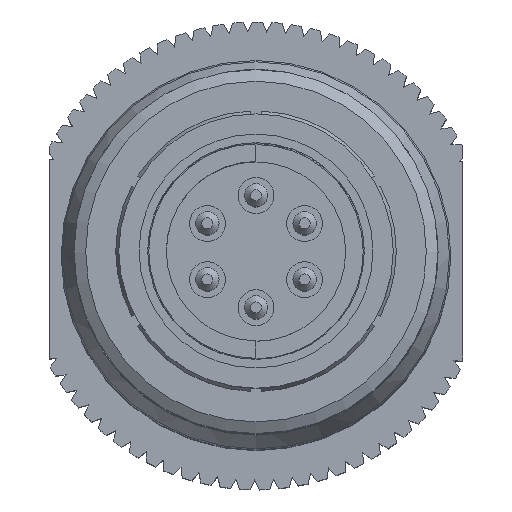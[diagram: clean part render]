
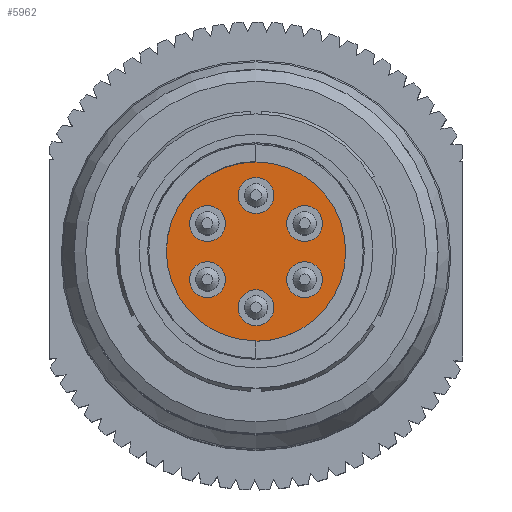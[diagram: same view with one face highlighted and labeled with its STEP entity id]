
A CAD part, top view. The second image highlights one B-rep face of the part: STEP entity #5962.
In plain terms, the highlighted planar face has unit normal (0, 0, 1).
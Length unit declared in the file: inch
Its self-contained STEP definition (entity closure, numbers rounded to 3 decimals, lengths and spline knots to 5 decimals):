
#1325=PLANE('',#6461);
#1446=FACE_BOUND('',#2092,.T.);
#1447=FACE_BOUND('',#2093,.T.);
#1448=FACE_BOUND('',#2094,.T.);
#1449=FACE_BOUND('',#2095,.T.);
#1450=FACE_BOUND('',#2096,.T.);
#1451=FACE_BOUND('',#2097,.T.);
#1717=FACE_OUTER_BOUND('',#2091,.T.);
#2091=EDGE_LOOP('',(#4966,#4967));
#2092=EDGE_LOOP('',(#4968));
#2093=EDGE_LOOP('',(#4969));
#2094=EDGE_LOOP('',(#4970));
#2095=EDGE_LOOP('',(#4971));
#2096=EDGE_LOOP('',(#4972));
#2097=EDGE_LOOP('',(#4973));
#2379=CIRCLE('',#6429,0.023);
#2381=CIRCLE('',#6433,0.023);
#2383=CIRCLE('',#6437,0.023);
#2385=CIRCLE('',#6441,0.023);
#2387=CIRCLE('',#6445,0.023);
#2389=CIRCLE('',#6449,0.023);
#2390=CIRCLE('',#6452,0.115);
#2393=CIRCLE('',#6459,0.115);
#2869=VERTEX_POINT('',#9567);
#2871=VERTEX_POINT('',#9573);
#2873=VERTEX_POINT('',#9579);
#2875=VERTEX_POINT('',#9585);
#2877=VERTEX_POINT('',#9591);
#2879=VERTEX_POINT('',#9597);
#2880=VERTEX_POINT('',#9601);
#2881=VERTEX_POINT('',#9602);
#3591=EDGE_CURVE('',#2869,#2869,#2379,.T.);
#3593=EDGE_CURVE('',#2871,#2871,#2381,.T.);
#3595=EDGE_CURVE('',#2873,#2873,#2383,.T.);
#3597=EDGE_CURVE('',#2875,#2875,#2385,.T.);
#3599=EDGE_CURVE('',#2877,#2877,#2387,.T.);
#3601=EDGE_CURVE('',#2879,#2879,#2389,.T.);
#3602=EDGE_CURVE('',#2880,#2881,#2390,.T.);
#3615=EDGE_CURVE('',#2881,#2880,#2393,.T.);
#4966=ORIENTED_EDGE('',*,*,#3602,.F.);
#4967=ORIENTED_EDGE('',*,*,#3615,.F.);
#4968=ORIENTED_EDGE('',*,*,#3591,.T.);
#4969=ORIENTED_EDGE('',*,*,#3593,.T.);
#4970=ORIENTED_EDGE('',*,*,#3595,.T.);
#4971=ORIENTED_EDGE('',*,*,#3597,.T.);
#4972=ORIENTED_EDGE('',*,*,#3599,.T.);
#4973=ORIENTED_EDGE('',*,*,#3601,.T.);
#5962=ADVANCED_FACE('',(#1717,#1446,#1447,#1448,#1449,#1450,#1451),#1325,
 .F.);
#6429=AXIS2_PLACEMENT_3D('',#9568,#7777,#7778);
#6433=AXIS2_PLACEMENT_3D('',#9574,#7785,#7786);
#6437=AXIS2_PLACEMENT_3D('',#9580,#7793,#7794);
#6441=AXIS2_PLACEMENT_3D('',#9586,#7801,#7802);
#6445=AXIS2_PLACEMENT_3D('',#9592,#7809,#7810);
#6449=AXIS2_PLACEMENT_3D('',#9598,#7817,#7818);
#6452=AXIS2_PLACEMENT_3D('',#9603,#7823,#7824);
#6459=AXIS2_PLACEMENT_3D('',#9628,#7847,#7848);
#6461=AXIS2_PLACEMENT_3D('',#9630,#7851,#7852);
#7777=DIRECTION('center_axis',(0.,0.,
-1.));
#7778=DIRECTION('ref_axis',(0.,1.,0.));
#7785=DIRECTION('center_axis',(0.,0.,
-1.));
#7786=DIRECTION('ref_axis',(0.,1.,0.));
#7793=DIRECTION('center_axis',(0.,0.,
-1.));
#7794=DIRECTION('ref_axis',(0.,1.,0.));
#7801=DIRECTION('center_axis',(0.,0.,
-1.));
#7802=DIRECTION('ref_axis',(0.,1.,0.));
#7809=DIRECTION('center_axis',(0.,0.,
-1.));
#7810=DIRECTION('ref_axis',(0.,1.,0.));
#7817=DIRECTION('center_axis',(0.,0.,
-1.));
#7818=DIRECTION('ref_axis',(0.,1.,0.));
#7823=DIRECTION('center_axis',(0.,0.,
-1.));
#7824=DIRECTION('ref_axis',(0.,1.,0.));
#7847=DIRECTION('center_axis',(0.,0.,
-1.));
#7848=DIRECTION('ref_axis',(0.,1.,0.));
#7851=DIRECTION('center_axis',(0.,0.,
-1.));
#7852=DIRECTION('ref_axis',(1.,0.,0.));
#9567=CARTESIAN_POINT('',(-0.06235,0.013,-0.424));
#9568=CARTESIAN_POINT('Origin',(-0.06235,0.036,
-0.424));
#9573=CARTESIAN_POINT('',(-0.06235,-0.059,-0.424));
#9574=CARTESIAN_POINT('Origin',(-0.06235,-0.036,
-0.424));
#9579=CARTESIAN_POINT('',(0.,-0.095,-0.424));
#9580=CARTESIAN_POINT('Origin',(0.,-0.072,
-0.424));
#9585=CARTESIAN_POINT('',(0.06235,-0.059,-0.424));
#9586=CARTESIAN_POINT('Origin',(0.06235,-0.036,
-0.424));
#9591=CARTESIAN_POINT('',(0.06235,0.013,-0.424));
#9592=CARTESIAN_POINT('Origin',(0.06235,0.036,-0.424));
#9597=CARTESIAN_POINT('',(0.,0.049,-0.424));
#9598=CARTESIAN_POINT('Origin',(0.,0.072,
-0.424));
#9601=CARTESIAN_POINT('',(0.,-0.115,-0.424));
#9602=CARTESIAN_POINT('',(0.,0.115,-0.424));
#9603=CARTESIAN_POINT('Origin',(0.,0.,
-0.424));
#9628=CARTESIAN_POINT('Origin',(0.,0.,
-0.424));
#9630=CARTESIAN_POINT('Origin',(0.,0.,
-0.424));
